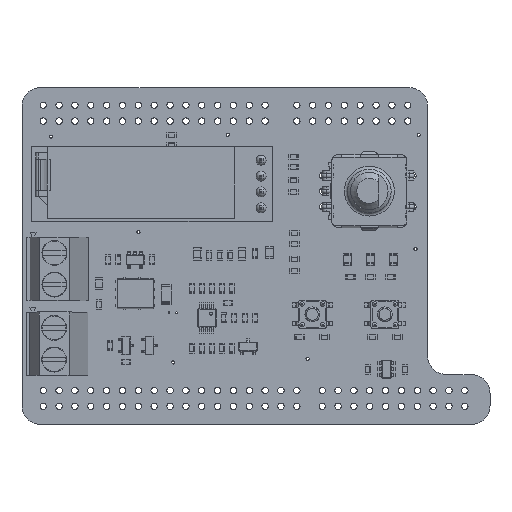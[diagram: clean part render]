
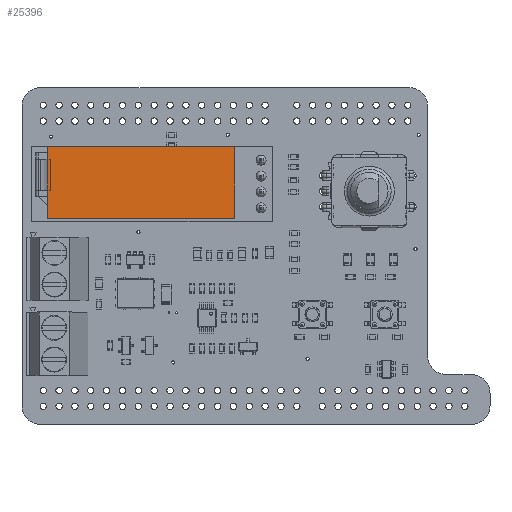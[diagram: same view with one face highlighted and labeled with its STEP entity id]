
A CAD part, top view. The second image highlights one B-rep face of the part: STEP entity #25396.
In plain terms, the highlighted planar face has unit normal (0, 0, 1).
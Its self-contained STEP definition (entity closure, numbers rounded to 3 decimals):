
#25323 = VERTEX_POINT('',#25324);
#25324 = CARTESIAN_POINT('',(16.5,5.5,1.4));
#25330 = EDGE_CURVE('',#25323,#25331,#25333,.T.);
#25331 = VERTEX_POINT('',#25332);
#25332 = CARTESIAN_POINT('',(16.5,-6.,1.4));
#25333 = LINE('',#25334,#25335);
#25334 = CARTESIAN_POINT('',(16.5,5.5,1.4));
#25335 = VECTOR('',#25336,1.);
#25336 = DIRECTION('',(0.,-1.,0.));
#25361 = VERTEX_POINT('',#25362);
#25362 = CARTESIAN_POINT('',(-13.5,-6.,1.4));
#25370 = EDGE_CURVE('',#25371,#25361,#25373,.T.);
#25371 = VERTEX_POINT('',#25372);
#25372 = CARTESIAN_POINT('',(-13.5,5.5,1.4));
#25373 = LINE('',#25374,#25375);
#25374 = CARTESIAN_POINT('',(-13.5,-3.125,1.4));
#25375 = VECTOR('',#25376,1.);
#25376 = DIRECTION('',(0.,-1.,0.));
#25396 = ADVANCED_FACE('',(#25397),#25413,.T.);
#25397 = FACE_BOUND('',#25398,.T.);
#25398 = EDGE_LOOP('',(#25399,#25400,#25406,#25407));
#25399 = ORIENTED_EDGE('',*,*,#25370,.T.);
#25400 = ORIENTED_EDGE('',*,*,#25401,.T.);
#25401 = EDGE_CURVE('',#25361,#25331,#25402,.T.);
#25402 = LINE('',#25403,#25404);
#25403 = CARTESIAN_POINT('',(16.,-6.,1.4));
#25404 = VECTOR('',#25405,1.);
#25405 = DIRECTION('',(1.,0.,0.));
#25406 = ORIENTED_EDGE('',*,*,#25330,.F.);
#25407 = ORIENTED_EDGE('',*,*,#25408,.F.);
#25408 = EDGE_CURVE('',#25371,#25323,#25409,.T.);
#25409 = LINE('',#25410,#25411);
#25410 = CARTESIAN_POINT('',(5.95,5.5,1.4));
#25411 = VECTOR('',#25412,1.);
#25412 = DIRECTION('',(1.,0.,0.));
#25413 = PLANE('',#25414);
#25414 = AXIS2_PLACEMENT_3D('',#25415,#25416,#25417);
#25415 = CARTESIAN_POINT('',(-0.7,-0.25,1.4));
#25416 = DIRECTION('',(0.,0.,1.));
#25417 = DIRECTION('',(1.,0.,0.));
